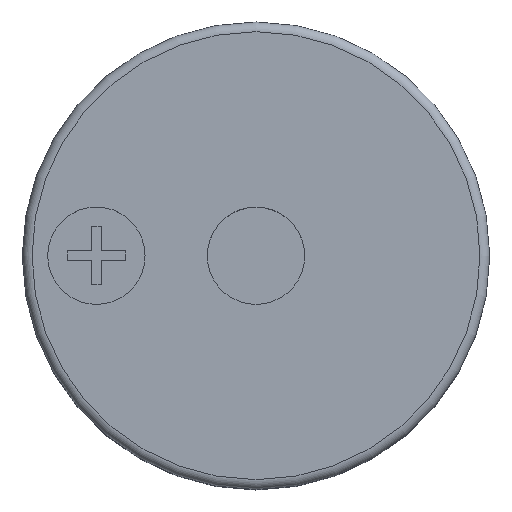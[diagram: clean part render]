
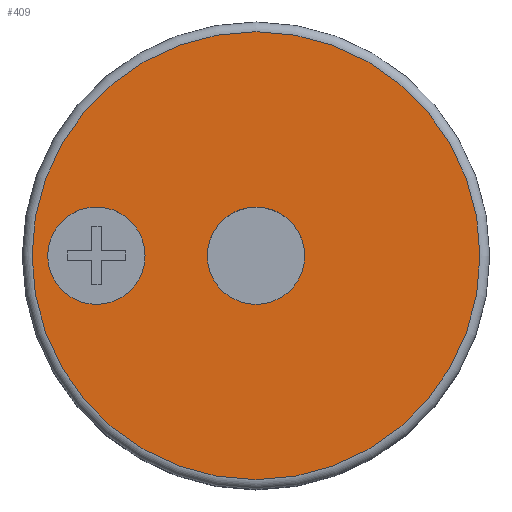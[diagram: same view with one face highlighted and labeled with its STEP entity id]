
A CAD part, top view. The second image highlights one B-rep face of the part: STEP entity #409.
In plain terms, the highlighted planar face has unit normal (0, 0, 1).
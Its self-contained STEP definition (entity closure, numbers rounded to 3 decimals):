
#101=FACE_BOUND('',#152,.T.);
#102=FACE_BOUND('',#153,.T.);
#106=PLANE('',#451);
#126=FACE_OUTER_BOUND('',#151,.T.);
#151=EDGE_LOOP('',(#284));
#152=EDGE_LOOP('',(#285));
#153=EDGE_LOOP('',(#286));
#180=CIRCLE('',#448,5.75);
#183=CIRCLE('',#452,1.25);
#184=CIRCLE('',#453,1.25);
#192=VERTEX_POINT('',#603);
#194=VERTEX_POINT('',#609);
#195=VERTEX_POINT('',#611);
#227=EDGE_CURVE('',#192,#192,#180,.T.);
#230=EDGE_CURVE('',#194,#194,#183,.T.);
#231=EDGE_CURVE('',#195,#195,#184,.T.);
#284=ORIENTED_EDGE('',*,*,#227,.F.);
#285=ORIENTED_EDGE('',*,*,#230,.T.);
#286=ORIENTED_EDGE('',*,*,#231,.T.);
#409=ADVANCED_FACE('',(#126,#101,#102),#106,.T.);
#448=AXIS2_PLACEMENT_3D('',#604,#488,#489);
#451=AXIS2_PLACEMENT_3D('',#608,#494,#495);
#452=AXIS2_PLACEMENT_3D('',#610,#496,#497);
#453=AXIS2_PLACEMENT_3D('',#612,#498,#499);
#488=DIRECTION('center_axis',(0.,0.,-1.));
#489=DIRECTION('ref_axis',(1.,0.,0.));
#494=DIRECTION('center_axis',(0.,0.,1.));
#495=DIRECTION('ref_axis',(1.,0.,0.));
#496=DIRECTION('center_axis',(0.,0.,-1.));
#497=DIRECTION('ref_axis',(-1.,0.,0.));
#498=DIRECTION('center_axis',(0.,0.,-1.));
#499=DIRECTION('ref_axis',(-1.,0.,0.));
#603=CARTESIAN_POINT('',(-5.75,0.,8.5));
#604=CARTESIAN_POINT('Origin',(0.,0.,8.5));
#608=CARTESIAN_POINT('Origin',(0.,0.,8.5));
#609=CARTESIAN_POINT('',(-2.847,0.,8.5));
#610=CARTESIAN_POINT('Origin',(-4.097,0.,8.5));
#611=CARTESIAN_POINT('',(1.25,0.,8.5));
#612=CARTESIAN_POINT('Origin',(0.,0.,8.5));
